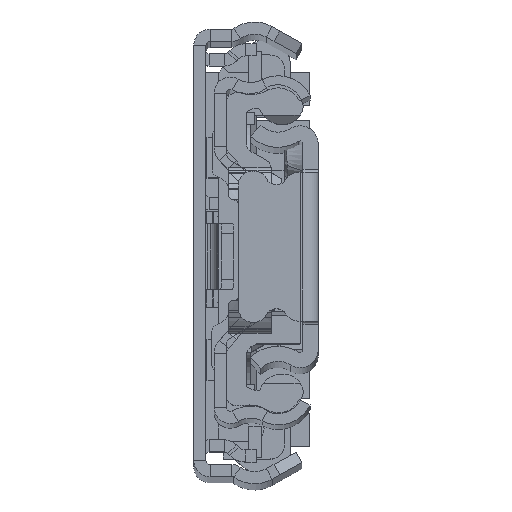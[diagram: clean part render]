
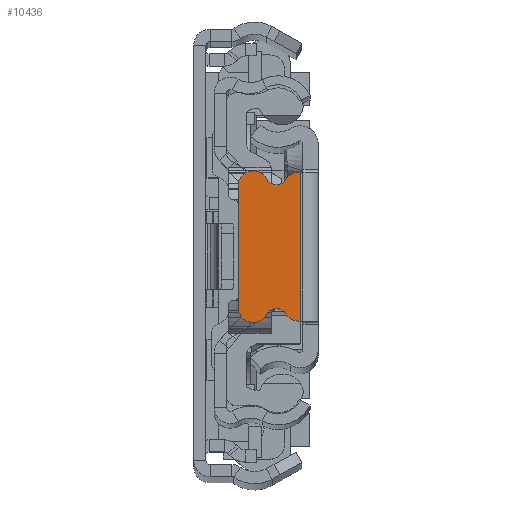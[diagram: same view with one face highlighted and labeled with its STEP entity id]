
A CAD part, top view. The second image highlights one B-rep face of the part: STEP entity #10436.
In plain terms, the highlighted planar face has unit normal (0, 0, 1).
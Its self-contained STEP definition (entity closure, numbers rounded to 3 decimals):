
#635 = VERTEX_POINT ( 'NONE', #26724 ) ;
#1031 = LINE ( 'NONE', #6585, #25062 ) ;
#1210 = CARTESIAN_POINT ( 'NONE',  ( -6.429, 6., 0. ) ) ;
#1314 = DIRECTION ( 'NONE',  ( 0., 0., 1. ) ) ;
#1674 = CARTESIAN_POINT ( 'NONE',  ( -1.929, -5.87, 0. ) ) ;
#3330 = DIRECTION ( 'NONE',  ( 0., 0., -1. ) ) ;
#3463 = ORIENTED_EDGE ( 'NONE', *, *, #8493, .F. ) ;
#4033 = CIRCLE ( 'NONE', #19032, 1.5 ) ;
#4487 = EDGE_CURVE ( 'NONE', #20966, #23093, #18040, .T. ) ;
#4654 = CARTESIAN_POINT ( 'NONE',  ( -5.109, -6.713, 0. ) ) ;
#5062 = CIRCLE ( 'NONE', #27076, 1.5 ) ;
#6585 = CARTESIAN_POINT ( 'NONE',  ( -1.929, -7.37, 0. ) ) ;
#6686 = ORIENTED_EDGE ( 'NONE', *, *, #26059, .T. ) ;
#8151 = CARTESIAN_POINT ( 'NONE',  ( -4.142, -7.236, 0. ) ) ;
#8214 = DIRECTION ( 'NONE',  ( -1., 0., 0. ) ) ;
#8474 = DIRECTION ( 'NONE',  ( -1., 0., 0. ) ) ;
#8493 = EDGE_CURVE ( 'NONE', #23093, #635, #15179, .T. ) ;
#8540 = ORIENTED_EDGE ( 'NONE', *, *, #19583, .T. ) ;
#8643 = CARTESIAN_POINT ( 'NONE',  ( -1.929, -7.37, 0. ) ) ;
#9228 = CARTESIAN_POINT ( 'NONE',  ( 347.771, 0., 0. ) ) ;
#9397 = VERTEX_POINT ( 'NONE', #25660 ) ;
#10208 = CARTESIAN_POINT ( 'NONE',  ( -7.929, 6., 0. ) ) ;
#10436 = ADVANCED_FACE ( 'NONE', ( #26882 ), #27048, .T. ) ;
#10942 = CARTESIAN_POINT ( 'NONE',  ( -7.929, -6., 0. ) ) ;
#11104 = CARTESIAN_POINT ( 'NONE',  ( -6.429, -6., 0. ) ) ;
#11462 = DIRECTION ( 'NONE',  ( 0., 0., 1. ) ) ;
#12295 = CIRCLE ( 'NONE', #12849, 1.1 ) ;
#12310 = VERTEX_POINT ( 'NONE', #8643 ) ;
#12786 = EDGE_CURVE ( 'NONE', #635, #12310, #1031, .T. ) ;
#12849 = AXIS2_PLACEMENT_3D ( 'NONE', #8151, #28693, #8474 ) ;
#13005 = DIRECTION ( 'NONE',  ( 1., 0., 0. ) ) ;
#13468 = LINE ( 'NONE', #10942, #25035 ) ;
#14340 = EDGE_CURVE ( 'NONE', #28644, #21640, #5062, .T. ) ;
#14530 = CARTESIAN_POINT ( 'NONE',  ( -1.929, 7.37, 0. ) ) ;
#14606 = AXIS2_PLACEMENT_3D ( 'NONE', #9228, #1314, #29593 ) ;
#15179 = LINE ( 'NONE', #33227, #32910 ) ;
#15407 = EDGE_LOOP ( 'NONE', ( #3463, #23834, #19576, #33054, #8540, #31869, #21251, #20937, #6686, #25791 ) ) ;
#15430 = VERTEX_POINT ( 'NONE', #33052 ) ;
#15587 = EDGE_CURVE ( 'NONE', #23131, #28644, #13468, .T. ) ;
#17694 = DIRECTION ( 'NONE',  ( 0., -1., 0. ) ) ;
#17932 = CIRCLE ( 'NONE', #22234, 1.1 ) ;
#18040 = LINE ( 'NONE', #20883, #18860 ) ;
#18621 = DIRECTION ( 'NONE',  ( 1., 0., 0. ) ) ;
#18839 = DIRECTION ( 'NONE',  ( 0., 0., 1. ) ) ;
#18860 = VECTOR ( 'NONE', #13005, 1000. ) ;
#19032 = AXIS2_PLACEMENT_3D ( 'NONE', #20968, #31268, #8214 ) ;
#19576 = ORIENTED_EDGE ( 'NONE', *, *, #24738, .T. ) ;
#19583 = EDGE_CURVE ( 'NONE', #9397, #23131, #30674, .T. ) ;
#20419 = AXIS2_PLACEMENT_3D ( 'NONE', #1210, #11462, #21201 ) ;
#20883 = CARTESIAN_POINT ( 'NONE',  ( -1.929, 7.37, 0. ) ) ;
#20937 = ORIENTED_EDGE ( 'NONE', *, *, #31002, .T. ) ;
#20966 = VERTEX_POINT ( 'NONE', #14530 ) ;
#20968 = CARTESIAN_POINT ( 'NONE',  ( -1.929, 5.87, 0. ) ) ;
#21201 = DIRECTION ( 'NONE',  ( -1., 0., 0. ) ) ;
#21251 = ORIENTED_EDGE ( 'NONE', *, *, #14340, .T. ) ;
#21348 = DIRECTION ( 'NONE',  ( 1., 0., 0. ) ) ;
#21640 = VERTEX_POINT ( 'NONE', #4654 ) ;
#21687 = CARTESIAN_POINT ( 'NONE',  ( -7.929, -6., 0. ) ) ;
#22234 = AXIS2_PLACEMENT_3D ( 'NONE', #29246, #3330, #18621 ) ;
#22313 = CARTESIAN_POINT ( 'NONE',  ( -1.75, 7.37, 0. ) ) ;
#23093 = VERTEX_POINT ( 'NONE', #22313 ) ;
#23131 = VERTEX_POINT ( 'NONE', #10208 ) ;
#23223 = VERTEX_POINT ( 'NONE', #25322 ) ;
#23834 = ORIENTED_EDGE ( 'NONE', *, *, #4487, .F. ) ;
#24060 = DIRECTION ( 'NONE',  ( -1., 0., 0. ) ) ;
#24611 = EDGE_CURVE ( 'NONE', #23223, #9397, #17932, .T. ) ;
#24738 = EDGE_CURVE ( 'NONE', #20966, #23223, #4033, .T. ) ;
#25035 = VECTOR ( 'NONE', #26758, 1000. ) ;
#25041 = DIRECTION ( 'NONE',  ( 0., 0., 1. ) ) ;
#25062 = VECTOR ( 'NONE', #24060, 1000. ) ;
#25322 = CARTESIAN_POINT ( 'NONE',  ( -3.206, 6.658, 0. ) ) ;
#25660 = CARTESIAN_POINT ( 'NONE',  ( -5.109, 6.713, 0. ) ) ;
#25791 = ORIENTED_EDGE ( 'NONE', *, *, #12786, .F. ) ;
#26059 = EDGE_CURVE ( 'NONE', #15430, #12310, #29318, .T. ) ;
#26724 = CARTESIAN_POINT ( 'NONE',  ( -1.75, -7.37, 0. ) ) ;
#26758 = DIRECTION ( 'NONE',  ( 0., -1., 0. ) ) ;
#26882 = FACE_OUTER_BOUND ( 'NONE', #15407, .T. ) ;
#27048 = PLANE ( 'NONE',  #14606 ) ;
#27076 = AXIS2_PLACEMENT_3D ( 'NONE', #11104, #18839, #21348 ) ;
#28644 = VERTEX_POINT ( 'NONE', #21687 ) ;
#28693 = DIRECTION ( 'NONE',  ( 0., 0., -1. ) ) ;
#29246 = CARTESIAN_POINT ( 'NONE',  ( -4.142, 7.236, 0. ) ) ;
#29318 = CIRCLE ( 'NONE', #32022, 1.5 ) ;
#29593 = DIRECTION ( 'NONE',  ( 1., 0., 0. ) ) ;
#30674 = CIRCLE ( 'NONE', #20419, 1.5 ) ;
#31002 = EDGE_CURVE ( 'NONE', #21640, #15430, #12295, .T. ) ;
#31268 = DIRECTION ( 'NONE',  ( 0., 0., 1. ) ) ;
#31869 = ORIENTED_EDGE ( 'NONE', *, *, #15587, .T. ) ;
#32022 = AXIS2_PLACEMENT_3D ( 'NONE', #1674, #25041, #33005 ) ;
#32910 = VECTOR ( 'NONE', #17694, 1000. ) ;
#33005 = DIRECTION ( 'NONE',  ( 1., 0., 0. ) ) ;
#33052 = CARTESIAN_POINT ( 'NONE',  ( -3.206, -6.658, 0. ) ) ;
#33054 = ORIENTED_EDGE ( 'NONE', *, *, #24611, .T. ) ;
#33227 = CARTESIAN_POINT ( 'NONE',  ( -1.75, 0., 0. ) ) ;
